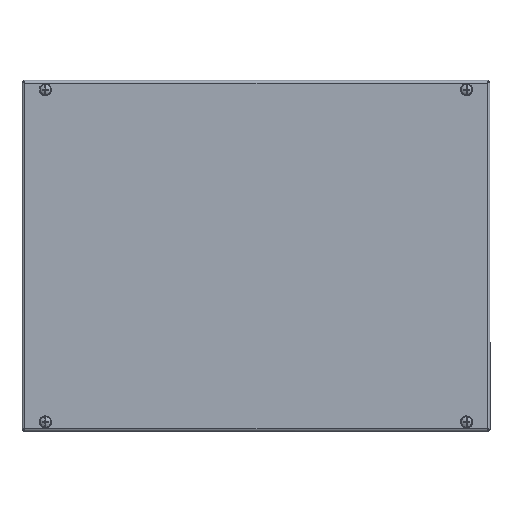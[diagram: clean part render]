
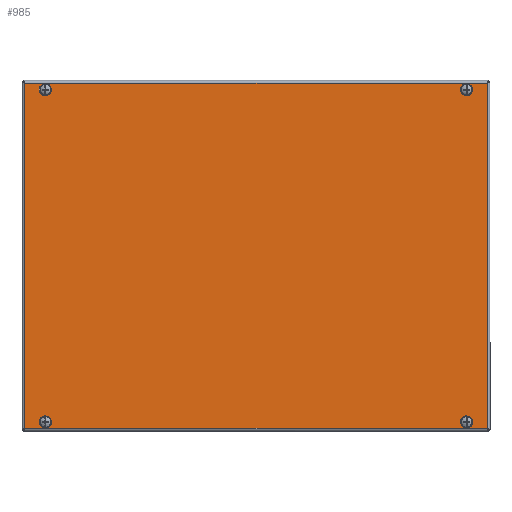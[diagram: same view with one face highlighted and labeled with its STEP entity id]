
A CAD part, top view. The second image highlights one B-rep face of the part: STEP entity #985.
In plain terms, the highlighted face is planar.
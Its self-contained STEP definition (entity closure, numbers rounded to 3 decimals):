
#50 = EDGE_LOOP ( 'NONE', ( #10492 ) ) ;
#285 = FACE_BOUND ( 'NONE', #5765, .T. ) ;
#463 = VERTEX_POINT ( 'NONE', #15543 ) ;
#831 = LINE ( 'NONE', #8907, #852 ) ;
#852 = VECTOR ( 'NONE', #8648, 1000. ) ;
#985 = ADVANCED_FACE ( 'NONE', ( #285, #7594, #7609, #13985, #8564 ), #4885, .F. ) ;
#1068 = VECTOR ( 'NONE', #10665, 1000. ) ;
#1120 = LINE ( 'NONE', #10836, #1068 ) ;
#1138 = AXIS2_PLACEMENT_3D ( 'NONE', #10157, #10139, #10123 ) ;
#1462 = VECTOR ( 'NONE', #12624, 1000. ) ;
#1496 = LINE ( 'NONE', #13235, #1462 ) ;
#1574 = AXIS2_PLACEMENT_3D ( 'NONE', #11037, #11013, #10996 ) ;
#2769 = AXIS2_PLACEMENT_3D ( 'NONE', #16023, #16007, #16005 ) ;
#2823 = AXIS2_PLACEMENT_3D ( 'NONE', #15669, #15643, #15626 ) ;
#3172 = VERTEX_POINT ( 'NONE', #14291 ) ;
#3183 = VERTEX_POINT ( 'NONE', #14325 ) ;
#3277 = CARTESIAN_POINT ( 'NONE',  ( 197.5, 147.5, 0. ) ) ;
#3342 = VERTEX_POINT ( 'NONE', #14404 ) ;
#3365 = VERTEX_POINT ( 'NONE', #14436 ) ;
#4410 = VERTEX_POINT ( 'NONE', #4494 ) ;
#4494 = CARTESIAN_POINT ( 'NONE',  ( -197.5, 147.5, 0. ) ) ;
#4885 = PLANE ( 'NONE',  #11650 ) ;
#4890 = EDGE_LOOP ( 'NONE', ( #9819, #9532, #9516, #9356 ) ) ;
#4941 = DIRECTION ( 'NONE',  ( 1., 0., 0. ) ) ;
#5765 = EDGE_LOOP ( 'NONE', ( #10519 ) ) ;
#6342 = CARTESIAN_POINT ( 'NONE',  ( -200., 150., 0. ) ) ;
#6810 = EDGE_LOOP ( 'NONE', ( #10178 ) ) ;
#7594 = FACE_BOUND ( 'NONE', #50, .T. ) ;
#7609 = FACE_BOUND ( 'NONE', #16368, .T. ) ;
#7762 = CIRCLE ( 'NONE', #1138, 4. ) ;
#8082 = CIRCLE ( 'NONE', #1574, 4. ) ;
#8564 = FACE_OUTER_BOUND ( 'NONE', #4890, .T. ) ;
#8625 = EDGE_CURVE ( 'NONE', #3365, #3365, #10410, .T. ) ;
#8648 = DIRECTION ( 'NONE',  ( 0., 1., 0. ) ) ;
#8650 = EDGE_CURVE ( 'NONE', #3342, #3342, #10101, .T. ) ;
#8907 = CARTESIAN_POINT ( 'NONE',  ( -197.5, -148.743, 0. ) ) ;
#8976 = EDGE_CURVE ( 'NONE', #3183, #3183, #8082, .T. ) ;
#9056 = EDGE_CURVE ( 'NONE', #3172, #3172, #7762, .T. ) ;
#9356 = ORIENTED_EDGE ( 'NONE', *, *, #10420, .T. ) ;
#9516 = ORIENTED_EDGE ( 'NONE', *, *, #10577, .T. ) ;
#9532 = ORIENTED_EDGE ( 'NONE', *, *, #10682, .T. ) ;
#9623 = DIRECTION ( 'NONE',  ( -1., 0., 0. ) ) ;
#9752 = CARTESIAN_POINT ( 'NONE',  ( 198.743, -147.5, 0. ) ) ;
#9819 = ORIENTED_EDGE ( 'NONE', *, *, #11552, .T. ) ;
#10101 = CIRCLE ( 'NONE', #2823, 4. ) ;
#10123 = DIRECTION ( 'NONE',  ( -1., 0., 0. ) ) ;
#10139 = DIRECTION ( 'NONE',  ( 0., 0., -1. ) ) ;
#10157 = CARTESIAN_POINT ( 'NONE',  ( 180., 142., 0. ) ) ;
#10178 = ORIENTED_EDGE ( 'NONE', *, *, #9056, .F. ) ;
#10180 = CARTESIAN_POINT ( 'NONE',  ( 197.5, -147.5, 0. ) ) ;
#10197 = ORIENTED_EDGE ( 'NONE', *, *, #8976, .F. ) ;
#10333 = DIRECTION ( 'NONE',  ( 0., 0., 1. ) ) ;
#10410 = CIRCLE ( 'NONE', #2769, 4. ) ;
#10420 = EDGE_CURVE ( 'NONE', #14287, #13476, #1496, .T. ) ;
#10492 = ORIENTED_EDGE ( 'NONE', *, *, #8625, .F. ) ;
#10519 = ORIENTED_EDGE ( 'NONE', *, *, #8650, .F. ) ;
#10577 = EDGE_CURVE ( 'NONE', #4410, #14287, #1120, .T. ) ;
#10665 = DIRECTION ( 'NONE',  ( 1., 0., 0. ) ) ;
#10682 = EDGE_CURVE ( 'NONE', #463, #4410, #831, .T. ) ;
#10836 = CARTESIAN_POINT ( 'NONE',  ( -198.743, 147.5, 0. ) ) ;
#10996 = DIRECTION ( 'NONE',  ( 1., 0., 0. ) ) ;
#11013 = DIRECTION ( 'NONE',  ( 0., 0., -1. ) ) ;
#11037 = CARTESIAN_POINT ( 'NONE',  ( -180., 142., 0. ) ) ;
#11387 = VECTOR ( 'NONE', #9623, 1000. ) ;
#11404 = LINE ( 'NONE', #9752, #11387 ) ;
#11552 = EDGE_CURVE ( 'NONE', #13476, #463, #11404, .T. ) ;
#11650 = AXIS2_PLACEMENT_3D ( 'NONE', #6342, #10333, #4941 ) ;
#12624 = DIRECTION ( 'NONE',  ( 0., -1., 0. ) ) ;
#13235 = CARTESIAN_POINT ( 'NONE',  ( 197.5, 148.743, 0. ) ) ;
#13476 = VERTEX_POINT ( 'NONE', #10180 ) ;
#13985 = FACE_BOUND ( 'NONE', #6810, .T. ) ;
#14287 = VERTEX_POINT ( 'NONE', #3277 ) ;
#14291 = CARTESIAN_POINT ( 'NONE',  ( 176., 142., 0. ) ) ;
#14325 = CARTESIAN_POINT ( 'NONE',  ( -176., 142., 0. ) ) ;
#14404 = CARTESIAN_POINT ( 'NONE',  ( 184., -142., 0. ) ) ;
#14436 = CARTESIAN_POINT ( 'NONE',  ( -184., -142., 0. ) ) ;
#15543 = CARTESIAN_POINT ( 'NONE',  ( -197.5, -147.5, 0. ) ) ;
#15626 = DIRECTION ( 'NONE',  ( 1., 0., 0. ) ) ;
#15643 = DIRECTION ( 'NONE',  ( 0., 0., -1. ) ) ;
#15669 = CARTESIAN_POINT ( 'NONE',  ( 180., -142., 0. ) ) ;
#16005 = DIRECTION ( 'NONE',  ( -1., 0., 0. ) ) ;
#16007 = DIRECTION ( 'NONE',  ( 0., 0., -1. ) ) ;
#16023 = CARTESIAN_POINT ( 'NONE',  ( -180., -142., 0. ) ) ;
#16368 = EDGE_LOOP ( 'NONE', ( #10197 ) ) ;
